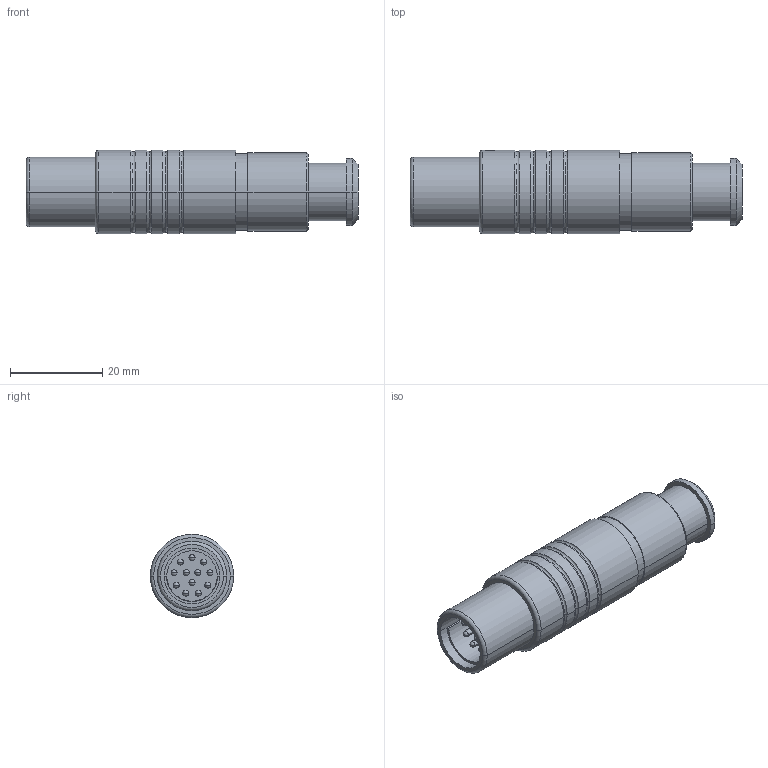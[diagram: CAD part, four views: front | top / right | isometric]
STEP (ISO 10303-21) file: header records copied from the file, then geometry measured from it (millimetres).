
FILE_DESCRIPTION((''),'2;1');
FILE_NAME('S43F1C-P12M','2023-04-06T13:12:04',('RTrager'),(''),'CREO PARAMETRIC BY PTC INC, 2022014','CREO PARAMETRIC BY PTC INC, 2022014','');
FILE_SCHEMA(('AP242_MANAGED_MODEL_BASED_3D_ENGINEERING_MIM_LF { 1 0 10303 442 1 1 4 }'));
Length unit declared in the file: millimetre
Products named in the file (1): S43F1C-P12M
Bounding box: 71.8 x 18 x 18 mm (x, y, z)
Volume: 10009 mm3; surface area: 7239.5 mm2
Topology: 1 solids, 1 shells, 227 faces, 550 edges, 334 vertices
Faces by surface type: cylinder 129, plane 38, torus 26, sphere 24, cone 10
Entity records: 10913 total; most frequent: CARTESIAN_POINT 1603, DIRECTION 1224, ORIENTED_EDGE 1052, PRESENTATION_STYLE_ASSIGNMENT 727, STYLED_ITEM 564, AXIS2_PLACEMENT_3D 527, CURVE_STYLE 526, EDGE_CURVE 526
